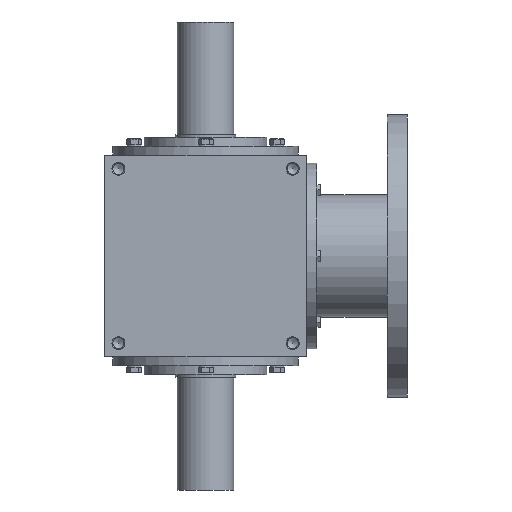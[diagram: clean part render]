
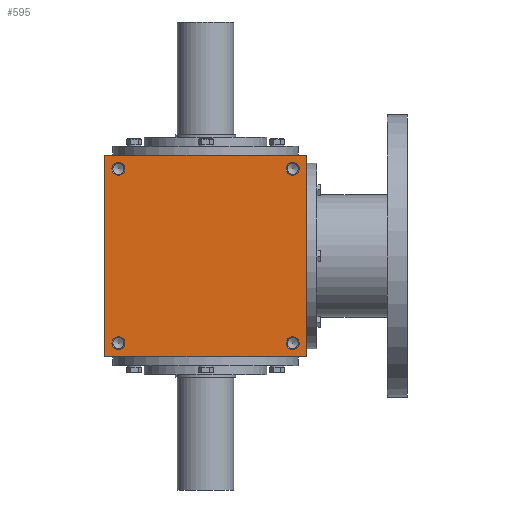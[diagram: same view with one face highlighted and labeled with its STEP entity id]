
A CAD part, front view. The second image highlights one B-rep face of the part: STEP entity #595.
In plain terms, the highlighted planar face has unit normal (0, -1, 0).
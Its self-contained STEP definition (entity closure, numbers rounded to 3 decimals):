
#595 = ADVANCED_FACE( '', ( #1205, #1206, #1207, #1208, #1209 ), #1210, .F. );
#1205 = FACE_BOUND( '', #1968, .T. );
#1206 = FACE_BOUND( '', #1969, .T. );
#1207 = FACE_BOUND( '', #1970, .T. );
#1208 = FACE_BOUND( '', #1971, .T. );
#1209 = FACE_OUTER_BOUND( '', #1972, .T. );
#1210 = PLANE( '', #1973 );
#1968 = EDGE_LOOP( '', ( #2956 ) );
#1969 = EDGE_LOOP( '', ( #2957 ) );
#1970 = EDGE_LOOP( '', ( #2958 ) );
#1971 = EDGE_LOOP( '', ( #2959 ) );
#1972 = EDGE_LOOP( '', ( #2960, #2961, #2962, #2963 ) );
#1973 = AXIS2_PLACEMENT_3D( '', #2964, #2965, #2966 );
#2956 = ORIENTED_EDGE( '', *, *, #4187, .T. );
#2957 = ORIENTED_EDGE( '', *, *, #4188, .T. );
#2958 = ORIENTED_EDGE( '', *, *, #4092, .F. );
#2959 = ORIENTED_EDGE( '', *, *, #4184, .F. );
#2960 = ORIENTED_EDGE( '', *, *, #4189, .T. );
#2961 = ORIENTED_EDGE( '', *, *, #4190, .F. );
#2962 = ORIENTED_EDGE( '', *, *, #3970, .F. );
#2963 = ORIENTED_EDGE( '', *, *, #4125, .T. );
#2964 = CARTESIAN_POINT( '', ( -125., -125., 125. ) );
#2965 = DIRECTION( '', ( 0., 1., 0. ) );
#2966 = DIRECTION( '', ( 0., 0., 1. ) );
#3970 = EDGE_CURVE( '', #4547, #4549, #4550, .T. );
#4092 = EDGE_CURVE( '', #4745, #4745, #4746, .T. );
#4125 = EDGE_CURVE( '', #4547, #4800, #4802, .T. );
#4184 = EDGE_CURVE( '', #4888, #4888, #4889, .T. );
#4187 = EDGE_CURVE( '', #4893, #4893, #4894, .T. );
#4188 = EDGE_CURVE( '', #4895, #4895, #4896, .T. );
#4189 = EDGE_CURVE( '', #4800, #4897, #4898, .T. );
#4190 = EDGE_CURVE( '', #4549, #4897, #4899, .T. );
#4547 = VERTEX_POINT( '', #5370 );
#4549 = VERTEX_POINT( '', #5373 );
#4550 = LINE( '', #5374, #5375 );
#4745 = VERTEX_POINT( '', #5594 );
#4746 = CIRCLE( '', #5595, 8. );
#4800 = VERTEX_POINT( '', #5698 );
#4802 = LINE( '', #5701, #5702 );
#4888 = VERTEX_POINT( '', #5807 );
#4889 = CIRCLE( '', #5808, 8. );
#4893 = VERTEX_POINT( '', #5812 );
#4894 = CIRCLE( '', #5813, 8. );
#4895 = VERTEX_POINT( '', #5814 );
#4896 = CIRCLE( '', #5815, 8. );
#4897 = VERTEX_POINT( '', #5816 );
#4898 = LINE( '', #5817, #5818 );
#4899 = LINE( '', #5819, #5820 );
#5370 = CARTESIAN_POINT( '', ( -125., -125., 125. ) );
#5373 = CARTESIAN_POINT( '', ( 125., -125., 125. ) );
#5374 = CARTESIAN_POINT( '', ( -125., -125., 125. ) );
#5375 = VECTOR( '', #6374, 1000. );
#5594 = CARTESIAN_POINT( '', ( 108., -125., -116. ) );
#5595 = AXIS2_PLACEMENT_3D( '', #6607, #6608, #6609 );
#5698 = CARTESIAN_POINT( '', ( -125., -125., -125. ) );
#5701 = CARTESIAN_POINT( '', ( -125., -125., 125. ) );
#5702 = VECTOR( '', #6675, 1000. );
#5807 = CARTESIAN_POINT( '', ( 108., -125., 100. ) );
#5808 = AXIS2_PLACEMENT_3D( '', #6773, #6774, #6775 );
#5812 = CARTESIAN_POINT( '', ( -108., -125., -100. ) );
#5813 = AXIS2_PLACEMENT_3D( '', #6779, #6780, #6781 );
#5814 = CARTESIAN_POINT( '', ( -108., -125., 116. ) );
#5815 = AXIS2_PLACEMENT_3D( '', #6782, #6783, #6784 );
#5816 = CARTESIAN_POINT( '', ( 125., -125., -125. ) );
#5817 = CARTESIAN_POINT( '', ( -125., -125., -125. ) );
#5818 = VECTOR( '', #6785, 1000. );
#5819 = CARTESIAN_POINT( '', ( 125., -125., 125. ) );
#5820 = VECTOR( '', #6786, 1000. );
#6374 = DIRECTION( '', ( 1., 0., 0. ) );
#6607 = CARTESIAN_POINT( '', ( 108., -125., -108. ) );
#6608 = DIRECTION( '', ( 0., -1., 0. ) );
#6609 = DIRECTION( '', ( 0., 0., -1. ) );
#6675 = DIRECTION( '', ( 0., 0., -1. ) );
#6773 = CARTESIAN_POINT( '', ( 108., -125., 108. ) );
#6774 = DIRECTION( '', ( 0., -1., 0. ) );
#6775 = DIRECTION( '', ( 0., 0., -1. ) );
#6779 = CARTESIAN_POINT( '', ( -108., -125., -108. ) );
#6780 = DIRECTION( '', ( 0., 1., 0. ) );
#6781 = DIRECTION( '', ( 0., 0., 1. ) );
#6782 = CARTESIAN_POINT( '', ( -108., -125., 108. ) );
#6783 = DIRECTION( '', ( 0., 1., 0. ) );
#6784 = DIRECTION( '', ( 0., 0., 1. ) );
#6785 = DIRECTION( '', ( 1., 0., 0. ) );
#6786 = DIRECTION( '', ( 0., 0., -1. ) );
